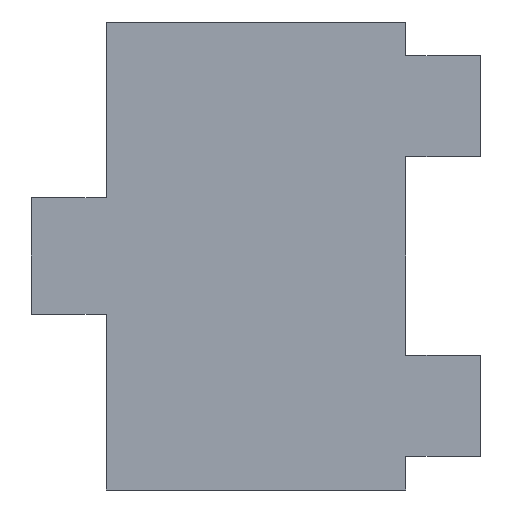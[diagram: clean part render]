
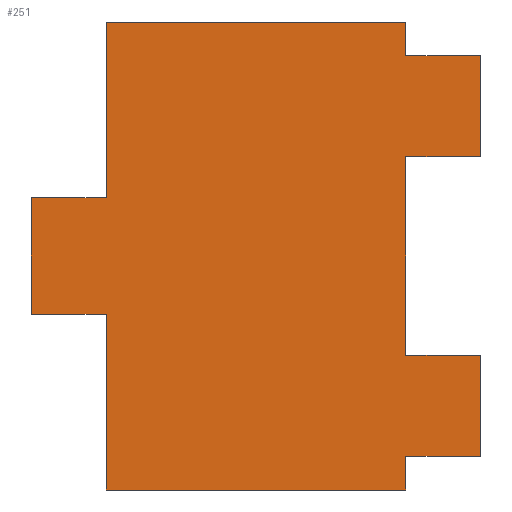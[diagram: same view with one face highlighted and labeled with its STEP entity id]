
A CAD part, front view. The second image highlights one B-rep face of the part: STEP entity #251.
In plain terms, the highlighted planar face has unit normal (0, -1, 0).
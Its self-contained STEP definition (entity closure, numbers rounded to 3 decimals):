
#7 = VECTOR ( 'NONE', #427, 1000. ) ;
#10 = VERTEX_POINT ( 'NONE', #28 ) ;
#12 = CARTESIAN_POINT ( 'NONE',  ( 0.4, 0., 0. ) ) ;
#13 = VERTEX_POINT ( 'NONE', #185 ) ;
#18 = CARTESIAN_POINT ( 'NONE',  ( -0.4, 0., 0. ) ) ;
#28 = CARTESIAN_POINT ( 'NONE',  ( 0.4, 0., -0.535 ) ) ;
#33 = EDGE_CURVE ( 'NONE', #467, #219, #553, .T. ) ;
#36 = VERTEX_POINT ( 'NONE', #595 ) ;
#41 = ORIENTED_EDGE ( 'NONE', *, *, #33, .F. ) ;
#42 = CARTESIAN_POINT ( 'NONE',  ( 0.4, 0., 0. ) ) ;
#46 = ORIENTED_EDGE ( 'NONE', *, *, #350, .F. ) ;
#47 = DIRECTION ( 'NONE',  ( -1., 0., 0. ) ) ;
#49 = ORIENTED_EDGE ( 'NONE', *, *, #203, .F. ) ;
#50 = VECTOR ( 'NONE', #570, 1000. ) ;
#51 = CARTESIAN_POINT ( 'NONE',  ( 0.6, 0., 0. ) ) ;
#55 = LINE ( 'NONE', #18, #592 ) ;
#57 = LINE ( 'NONE', #477, #658 ) ;
#59 = ORIENTED_EDGE ( 'NONE', *, *, #149, .F. ) ;
#78 = CARTESIAN_POINT ( 'NONE',  ( -0.4, 0., -0.625 ) ) ;
#79 = LINE ( 'NONE', #381, #627 ) ;
#80 = LINE ( 'NONE', #618, #50 ) ;
#93 = EDGE_CURVE ( 'NONE', #349, #521, #499, .T. ) ;
#98 = LINE ( 'NONE', #404, #138 ) ;
#103 = VECTOR ( 'NONE', #516, 1000. ) ;
#138 = VECTOR ( 'NONE', #305, 1000. ) ;
#145 = ORIENTED_EDGE ( 'NONE', *, *, #269, .F. ) ;
#149 = EDGE_CURVE ( 'NONE', #10, #313, #303, .T. ) ;
#150 = VECTOR ( 'NONE', #577, 1000. ) ;
#161 = CARTESIAN_POINT ( 'NONE',  ( 0.4, 0., -0.265 ) ) ;
#167 = VERTEX_POINT ( 'NONE', #450 ) ;
#171 = VECTOR ( 'NONE', #609, 1000. ) ;
#174 = ORIENTED_EDGE ( 'NONE', *, *, #93, .F. ) ;
#178 = EDGE_CURVE ( 'NONE', #496, #666, #194, .T. ) ;
#185 = CARTESIAN_POINT ( 'NONE',  ( -0.4, 0., 0.155 ) ) ;
#194 = LINE ( 'NONE', #197, #103 ) ;
#195 = ORIENTED_EDGE ( 'NONE', *, *, #198, .F. ) ;
#197 = CARTESIAN_POINT ( 'NONE',  ( 0.6, 0., 0. ) ) ;
#198 = EDGE_CURVE ( 'NONE', #271, #467, #409, .T. ) ;
#203 = EDGE_CURVE ( 'NONE', #473, #13, #98, .T. ) ;
#207 = DIRECTION ( 'NONE',  ( 0., 1., 0. ) ) ;
#212 = EDGE_CURVE ( 'NONE', #36, #10, #247, .T. ) ;
#217 = EDGE_CURVE ( 'NONE', #521, #530, #640, .T. ) ;
#218 = CARTESIAN_POINT ( 'NONE',  ( 0.4, 0., 0.535 ) ) ;
#219 = VERTEX_POINT ( 'NONE', #259 ) ;
#225 = LINE ( 'NONE', #531, #7 ) ;
#232 = ORIENTED_EDGE ( 'NONE', *, *, #576, .F. ) ;
#247 = LINE ( 'NONE', #518, #584 ) ;
#251 = ADVANCED_FACE ( 'NONE', ( #255 ), #687, .F. ) ;
#254 = ORIENTED_EDGE ( 'NONE', *, *, #212, .F. ) ;
#255 = FACE_OUTER_BOUND ( 'NONE', #407, .T. ) ;
#259 = CARTESIAN_POINT ( 'NONE',  ( -0.6, 0., -0.155 ) ) ;
#263 = ORIENTED_EDGE ( 'NONE', *, *, #579, .F. ) ;
#265 = CARTESIAN_POINT ( 'NONE',  ( 0., 0., -0.265 ) ) ;
#269 = EDGE_CURVE ( 'NONE', #13, #167, #55, .T. ) ;
#271 = VERTEX_POINT ( 'NONE', #78 ) ;
#273 = CARTESIAN_POINT ( 'NONE',  ( 0.4, 0., 0.265 ) ) ;
#274 = VERTEX_POINT ( 'NONE', #382 ) ;
#278 = DIRECTION ( 'NONE',  ( -1., 0., 0. ) ) ;
#301 = VECTOR ( 'NONE', #612, 1000. ) ;
#302 = VECTOR ( 'NONE', #278, 1000. ) ;
#303 = LINE ( 'NONE', #395, #434 ) ;
#305 = DIRECTION ( 'NONE',  ( 1., 0., 0. ) ) ;
#308 = ORIENTED_EDGE ( 'NONE', *, *, #217, .F. ) ;
#313 = VERTEX_POINT ( 'NONE', #327 ) ;
#314 = CARTESIAN_POINT ( 'NONE',  ( 0., 0., -0.625 ) ) ;
#319 = VERTEX_POINT ( 'NONE', #218 ) ;
#326 = LINE ( 'NONE', #314, #302 ) ;
#327 = CARTESIAN_POINT ( 'NONE',  ( 0.4, 0., -0.625 ) ) ;
#329 = CARTESIAN_POINT ( 'NONE',  ( 0.6, 0., 0.265 ) ) ;
#330 = DIRECTION ( 'NONE',  ( 0., 0., -1. ) ) ;
#332 = VECTOR ( 'NONE', #533, 1000. ) ;
#349 = VERTEX_POINT ( 'NONE', #273 ) ;
#350 = EDGE_CURVE ( 'NONE', #274, #319, #484, .T. ) ;
#370 = DIRECTION ( 'NONE',  ( 1., 0., 0. ) ) ;
#379 = DIRECTION ( 'NONE',  ( 0., 0., 1. ) ) ;
#381 = CARTESIAN_POINT ( 'NONE',  ( -0.6, 0., 0. ) ) ;
#382 = CARTESIAN_POINT ( 'NONE',  ( 0.4, 0., 0.625 ) ) ;
#395 = CARTESIAN_POINT ( 'NONE',  ( 0.4, 0., 0. ) ) ;
#398 = CARTESIAN_POINT ( 'NONE',  ( 0.6, 0., 0.535 ) ) ;
#404 = CARTESIAN_POINT ( 'NONE',  ( 0., 0., 0.155 ) ) ;
#406 = LINE ( 'NONE', #51, #574 ) ;
#407 = EDGE_LOOP ( 'NONE', ( #232, #145, #49, #650, #41, #195, #508, #59, #254, #415, #308, #174, #677, #476, #263, #46 ) ) ;
#409 = LINE ( 'NONE', #464, #150 ) ;
#412 = AXIS2_PLACEMENT_3D ( 'NONE', #479, #207, #589 ) ;
#415 = ORIENTED_EDGE ( 'NONE', *, *, #472, .F. ) ;
#420 = EDGE_CURVE ( 'NONE', #666, #349, #80, .T. ) ;
#427 = DIRECTION ( 'NONE',  ( 1., 0., 0. ) ) ;
#434 = VECTOR ( 'NONE', #663, 1000. ) ;
#449 = CARTESIAN_POINT ( 'NONE',  ( -0.6, 0., 0.155 ) ) ;
#450 = CARTESIAN_POINT ( 'NONE',  ( -0.4, 0., 0.625 ) ) ;
#460 = VECTOR ( 'NONE', #330, 1000. ) ;
#464 = CARTESIAN_POINT ( 'NONE',  ( -0.4, 0., 0. ) ) ;
#467 = VERTEX_POINT ( 'NONE', #566 ) ;
#472 = EDGE_CURVE ( 'NONE', #530, #36, #406, .T. ) ;
#473 = VERTEX_POINT ( 'NONE', #449 ) ;
#476 = ORIENTED_EDGE ( 'NONE', *, *, #178, .F. ) ;
#477 = CARTESIAN_POINT ( 'NONE',  ( 0., 0., 0.535 ) ) ;
#479 = CARTESIAN_POINT ( 'NONE',  ( 0., 0., 0. ) ) ;
#484 = LINE ( 'NONE', #12, #460 ) ;
#496 = VERTEX_POINT ( 'NONE', #398 ) ;
#499 = LINE ( 'NONE', #42, #301 ) ;
#503 = DIRECTION ( 'NONE',  ( 0., 0., 1. ) ) ;
#508 = ORIENTED_EDGE ( 'NONE', *, *, #522, .F. ) ;
#516 = DIRECTION ( 'NONE',  ( 0., 0., -1. ) ) ;
#518 = CARTESIAN_POINT ( 'NONE',  ( 0., 0., -0.535 ) ) ;
#521 = VERTEX_POINT ( 'NONE', #161 ) ;
#522 = EDGE_CURVE ( 'NONE', #313, #271, #326, .T. ) ;
#530 = VERTEX_POINT ( 'NONE', #583 ) ;
#531 = CARTESIAN_POINT ( 'NONE',  ( 0., 0., 0.625 ) ) ;
#533 = DIRECTION ( 'NONE',  ( 1., 0., 0. ) ) ;
#553 = LINE ( 'NONE', #652, #171 ) ;
#558 = DIRECTION ( 'NONE',  ( 0., 0., -1. ) ) ;
#566 = CARTESIAN_POINT ( 'NONE',  ( -0.4, 0., -0.155 ) ) ;
#570 = DIRECTION ( 'NONE',  ( -1., 0., 0. ) ) ;
#574 = VECTOR ( 'NONE', #558, 1000. ) ;
#576 = EDGE_CURVE ( 'NONE', #167, #274, #225, .T. ) ;
#577 = DIRECTION ( 'NONE',  ( 0., 0., 1. ) ) ;
#579 = EDGE_CURVE ( 'NONE', #319, #496, #57, .T. ) ;
#583 = CARTESIAN_POINT ( 'NONE',  ( 0.6, 0., -0.265 ) ) ;
#584 = VECTOR ( 'NONE', #47, 1000. ) ;
#589 = DIRECTION ( 'NONE',  ( 0., 0., 1. ) ) ;
#592 = VECTOR ( 'NONE', #379, 1000. ) ;
#595 = CARTESIAN_POINT ( 'NONE',  ( 0.6, 0., -0.535 ) ) ;
#609 = DIRECTION ( 'NONE',  ( -1., 0., 0. ) ) ;
#612 = DIRECTION ( 'NONE',  ( 0., 0., -1. ) ) ;
#618 = CARTESIAN_POINT ( 'NONE',  ( 0., 0., 0.265 ) ) ;
#627 = VECTOR ( 'NONE', #503, 1000. ) ;
#640 = LINE ( 'NONE', #265, #332 ) ;
#648 = EDGE_CURVE ( 'NONE', #219, #473, #79, .T. ) ;
#650 = ORIENTED_EDGE ( 'NONE', *, *, #648, .F. ) ;
#652 = CARTESIAN_POINT ( 'NONE',  ( 0., 0., -0.155 ) ) ;
#658 = VECTOR ( 'NONE', #370, 1000. ) ;
#663 = DIRECTION ( 'NONE',  ( 0., 0., -1. ) ) ;
#666 = VERTEX_POINT ( 'NONE', #329 ) ;
#677 = ORIENTED_EDGE ( 'NONE', *, *, #420, .F. ) ;
#687 = PLANE ( 'NONE',  #412 ) ;
